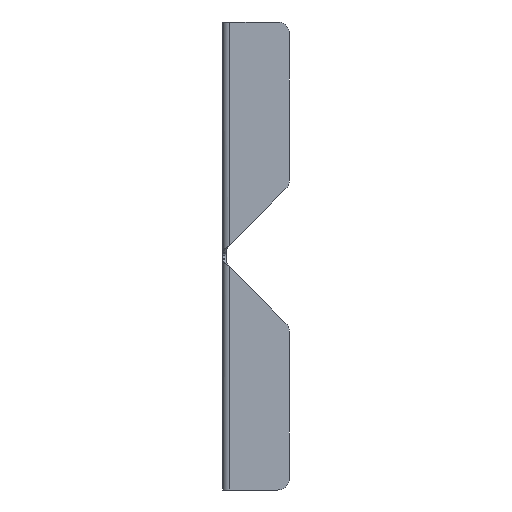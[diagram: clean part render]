
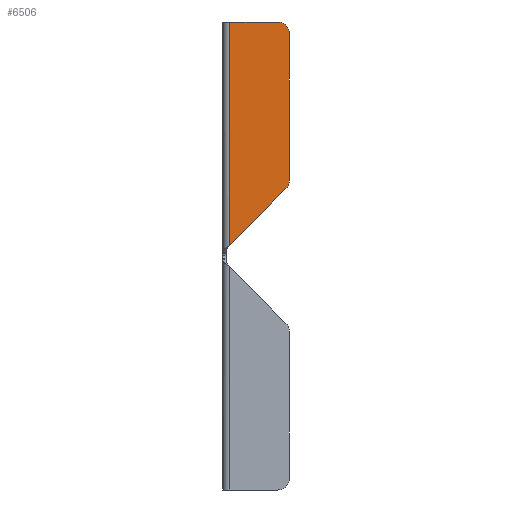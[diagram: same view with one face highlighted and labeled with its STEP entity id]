
A CAD part, front view. The second image highlights one B-rep face of the part: STEP entity #6506.
In plain terms, the highlighted planar face has unit normal (0, -1, 0).
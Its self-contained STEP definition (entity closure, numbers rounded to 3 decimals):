
#1207=DIRECTION('',(0.,0.,1.));
#1208=VECTOR('',#1207,95.379);
#1209=CARTESIAN_POINT('',(-25.5,0.,4.621));
#1210=LINE('',#1209,#1208);
#1241=DIRECTION('',(1.,0.,0.));
#1242=VECTOR('',#1241,20.5);
#1243=CARTESIAN_POINT('',(-25.5,0.,100.));
#1244=LINE('',#1243,#1242);
#1245=CARTESIAN_POINT('',(-5.,0.,32.192));
#1246=DIRECTION('',(0.,-1.,0.));
#1247=DIRECTION('',(0.707,0.,-0.707));
#1248=AXIS2_PLACEMENT_3D('',#1245,#1246,#1247);
#1250=DIRECTION('',(0.707,0.,0.707));
#1251=VECTOR('',#1250,33.991);
#1252=CARTESIAN_POINT('',(-25.5,0.,4.621));
#1253=LINE('',#1252,#1251);
#1254=CARTESIAN_POINT('',(-5.,0.,95.));
#1255=DIRECTION('',(0.,-1.,0.));
#1256=DIRECTION('',(1.,0.,0.));
#1257=AXIS2_PLACEMENT_3D('',#1254,#1255,#1256);
#1259=DIRECTION('',(0.,0.,-1.));
#1260=VECTOR('',#1259,62.808);
#1261=CARTESIAN_POINT('',(0.,0.,95.));
#1262=LINE('',#1261,#1260);
#4888=CARTESIAN_POINT('',(0.,0.,95.));
#4889=VERTEX_POINT('',#4888);
#4890=CARTESIAN_POINT('',(0.,0.,32.192));
#4891=VERTEX_POINT('',#4890);
#4892=CARTESIAN_POINT('',(-1.464,0.,28.657));
#4893=VERTEX_POINT('',#4892);
#4896=CARTESIAN_POINT('',(-5.,0.,100.));
#4897=VERTEX_POINT('',#4896);
#4898=CARTESIAN_POINT('',(-25.5,0.,100.));
#4899=VERTEX_POINT('',#4898);
#4900=CARTESIAN_POINT('',(-25.5,0.,4.621));
#4901=VERTEX_POINT('',#4900);
#6489=CARTESIAN_POINT('',(0.,0.,-100.));
#6490=DIRECTION('',(0.,1.,0.));
#6491=DIRECTION('',(-1.,0.,0.));
#6492=AXIS2_PLACEMENT_3D('',#6489,#6490,#6491);
#6493=PLANE('',#6492);
#6495=ORIENTED_EDGE('',*,*,#6494,.T.);
#6497=ORIENTED_EDGE('',*,*,#6496,.F.);
#6499=ORIENTED_EDGE('',*,*,#6498,.F.);
#6500=ORIENTED_EDGE('',*,*,#6452,.T.);
#6501=ORIENTED_EDGE('',*,*,#6479,.T.);
#6503=ORIENTED_EDGE('',*,*,#6502,.F.);
#6504=EDGE_LOOP('',(#6495,#6497,#6499,#6500,#6501,#6503));
#6505=FACE_OUTER_BOUND('',#6504,.F.);
#6506=ADVANCED_FACE('',(#6505),#6493,.F.);
#1249=CIRCLE('',#1248,5.);
#1258=CIRCLE('',#1257,5.);
#6452=EDGE_CURVE('',#4901,#4899,#1210,.T.);
#6479=EDGE_CURVE('',#4899,#4897,#1244,.T.);
#6494=EDGE_CURVE('',#4889,#4891,#1262,.T.);
#6496=EDGE_CURVE('',#4893,#4891,#1249,.T.);
#6498=EDGE_CURVE('',#4901,#4893,#1253,.T.);
#6502=EDGE_CURVE('',#4889,#4897,#1258,.T.);
